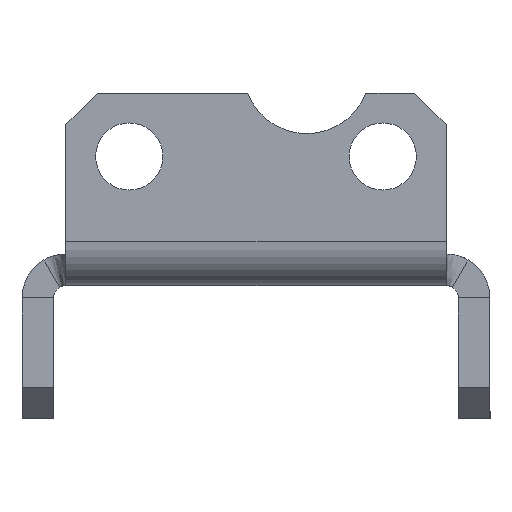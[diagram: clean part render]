
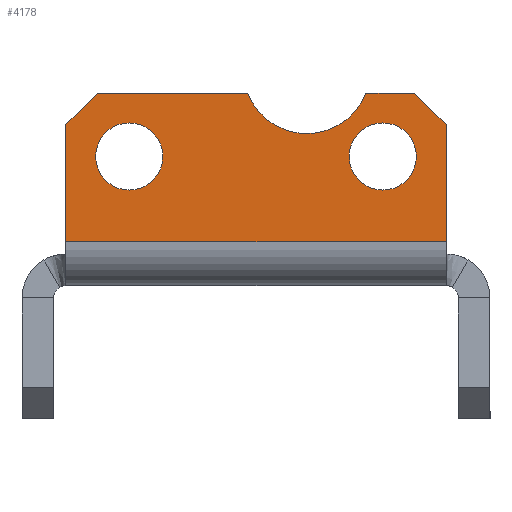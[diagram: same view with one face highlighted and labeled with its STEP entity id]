
A CAD part, left-side view. The second image highlights one B-rep face of the part: STEP entity #4178.
In plain terms, the highlighted planar face has unit normal (-1, 0, 0).
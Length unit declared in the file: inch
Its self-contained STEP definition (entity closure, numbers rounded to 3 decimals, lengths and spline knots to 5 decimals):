
#5 = CARTESIAN_POINT ( 'NONE',  ( -6.875, 0., 0.173 ) ) ;
#7 = DIRECTION ( 'NONE',  ( 0., 0.707, 0.707 ) ) ;
#17 = DIRECTION ( 'NONE',  ( -1., 0., 0. ) ) ;
#29 = DIRECTION ( 'NONE',  ( 0., 0., 1. ) ) ;
#33 = DIRECTION ( 'NONE',  ( 0., 0., -1. ) ) ;
#44 = DIRECTION ( 'NONE',  ( 0., 0.707, -0.707 ) ) ;
#46 = CARTESIAN_POINT ( 'NONE',  ( -6.875, -0.2, 0.85 ) ) ;
#50 = DIRECTION ( 'NONE',  ( 0., -1., 0. ) ) ;
#57 = CARTESIAN_POINT ( 'NONE',  ( -6.875, -0.6925, 0.6925 ) ) ;
#68 = CARTESIAN_POINT ( 'NONE',  ( -6.875, -0.75, 0.125 ) ) ;
#73 = CARTESIAN_POINT ( 'NONE',  ( -6.875, 0.5, 0.51 ) ) ;
#88 = DIRECTION ( 'NONE',  ( 0., -1., 0. ) ) ;
#106 = DIRECTION ( 'NONE',  ( 0., 0., -1. ) ) ;
#109 = DIRECTION ( 'NONE',  ( 0., 0., -1. ) ) ;
#117 = CARTESIAN_POINT ( 'NONE',  ( -6.875, 0.5, 0.51 ) ) ;
#130 = DIRECTION ( 'NONE',  ( 1., 0., 0. ) ) ;
#457 = DIRECTION ( 'NONE',  ( 0., -1., 0. ) ) ;
#463 = DIRECTION ( 'NONE',  ( 0., 0., -1. ) ) ;
#466 = DIRECTION ( 'NONE',  ( 1., 0., 0. ) ) ;
#472 = DIRECTION ( 'NONE',  ( 0., 0., 1. ) ) ;
#474 = PLANE ( 'NONE',  #4996 ) ;
#476 = CARTESIAN_POINT ( 'NONE',  ( -6.875, 0., 0. ) ) ;
#482 = DIRECTION ( 'NONE',  ( -1., 0., 0. ) ) ;
#527 = DIRECTION ( 'NONE',  ( 1., 0., 0. ) ) ;
#561 = DIRECTION ( 'NONE',  ( 1., 0., 0. ) ) ;
#591 = DIRECTION ( 'NONE',  ( 0., 0., -1. ) ) ;
#679 = CARTESIAN_POINT ( 'NONE',  ( -6.875, -0.5, 0.51 ) ) ;
#822 = CARTESIAN_POINT ( 'NONE',  ( -6.875, -0.75, 0.76 ) ) ;
#824 = CARTESIAN_POINT ( 'NONE',  ( -6.875, 0.6925, 0.6925 ) ) ;
#829 = CARTESIAN_POINT ( 'NONE',  ( -6.875, 0.75, 0.76 ) ) ;
#863 = DIRECTION ( 'NONE',  ( 0., 0., 1. ) ) ;
#978 = CARTESIAN_POINT ( 'NONE',  ( -6.875, -0.5, 0.51 ) ) ;
#985 = CARTESIAN_POINT ( 'NONE',  ( -6.875, -0.75, 0.76 ) ) ;
#1720 = VERTEX_POINT ( 'NONE', #3029 ) ;
#1721 = VERTEX_POINT ( 'NONE', #3028 ) ;
#1734 = VERTEX_POINT ( 'NONE', #3015 ) ;
#1735 = VERTEX_POINT ( 'NONE', #3014 ) ;
#1749 = VERTEX_POINT ( 'NONE', #3000 ) ;
#1750 = VERTEX_POINT ( 'NONE', #2999 ) ;
#1754 = VERTEX_POINT ( 'NONE', #2995 ) ;
#1755 = VERTEX_POINT ( 'NONE', #2982 ) ;
#1757 = VERTEX_POINT ( 'NONE', #2980 ) ;
#1848 = VERTEX_POINT ( 'NONE', #2887 ) ;
#1850 = VERTEX_POINT ( 'NONE', #2885 ) ;
#1868 = VERTEX_POINT ( 'NONE', #2865 ) ;
#1896 = ORIENTED_EDGE ( 'NONE', *, *, #4436, .T. ) ;
#1897 = ORIENTED_EDGE ( 'NONE', *, *, #4387, .T. ) ;
#1898 = ORIENTED_EDGE ( 'NONE', *, *, #4437, .F. ) ;
#1899 = ORIENTED_EDGE ( 'NONE', *, *, #4438, .F. ) ;
#1900 = ORIENTED_EDGE ( 'NONE', *, *, #4443, .F. ) ;
#1901 = ORIENTED_EDGE ( 'NONE', *, *, #4444, .T. ) ;
#1902 = ORIENTED_EDGE ( 'NONE', *, *, #4445, .F. ) ;
#1903 = ORIENTED_EDGE ( 'NONE', *, *, #4446, .T. ) ;
#1904 = ORIENTED_EDGE ( 'NONE', *, *, #4447, .F. ) ;
#1905 = ORIENTED_EDGE ( 'NONE', *, *, #4448, .T. ) ;
#2346 = ORIENTED_EDGE ( 'NONE', *, *, #4435, .T. ) ;
#2348 = ORIENTED_EDGE ( 'NONE', *, *, #4395, .T. ) ;
#2582 = EDGE_LOOP ( 'NONE', ( #2346, #2348 ) ) ;
#2648 = EDGE_LOOP ( 'NONE', ( #1898, #1899, #1900, #1901, #1902, #1903, #1904, #1905 ) ) ;
#2650 = EDGE_LOOP ( 'NONE', ( #1896, #1897 ) ) ;
#2865 = CARTESIAN_POINT ( 'NONE',  ( -6.875, 0.75, 0.635 ) ) ;
#2885 = CARTESIAN_POINT ( 'NONE',  ( -6.875, -0.75, 0.635 ) ) ;
#2887 = CARTESIAN_POINT ( 'NONE',  ( -6.875, 0.03324, 0.76 ) ) ;
#2980 = CARTESIAN_POINT ( 'NONE',  ( -6.875, -0.75, 0.173 ) ) ;
#2982 = CARTESIAN_POINT ( 'NONE',  ( -6.875, -0.625, 0.76 ) ) ;
#2995 = CARTESIAN_POINT ( 'NONE',  ( -6.875, 0.625, 0.76 ) ) ;
#2999 = CARTESIAN_POINT ( 'NONE',  ( -6.875, 0.75, 0.173 ) ) ;
#3000 = CARTESIAN_POINT ( 'NONE',  ( -6.875, -0.43324, 0.76 ) ) ;
#3014 = CARTESIAN_POINT ( 'NONE',  ( -6.875, 0.5, 0.6425 ) ) ;
#3015 = CARTESIAN_POINT ( 'NONE',  ( -6.875, 0.5, 0.3775 ) ) ;
#3028 = CARTESIAN_POINT ( 'NONE',  ( -6.875, -0.5, 0.3775 ) ) ;
#3029 = CARTESIAN_POINT ( 'NONE',  ( -6.875, -0.5, 0.6425 ) ) ;
#3301 = VECTOR ( 'NONE', #7, 39.37008 ) ;
#3303 = VECTOR ( 'NONE', #109, 39.37008 ) ;
#3305 = VECTOR ( 'NONE', #88, 39.37008 ) ;
#3306 = LINE ( 'NONE', #68, #3303 ) ;
#3307 = VECTOR ( 'NONE', #863, 39.37008 ) ;
#3308 = LINE ( 'NONE', #57, #3301 ) ;
#3309 = VECTOR ( 'NONE', #44, 39.37008 ) ;
#3310 = LINE ( 'NONE', #5, #3305 ) ;
#3311 = VECTOR ( 'NONE', #50, 39.37008 ) ;
#3312 = LINE ( 'NONE', #829, #3307 ) ;
#3313 = LINE ( 'NONE', #822, #3311 ) ;
#3315 = LINE ( 'NONE', #824, #3309 ) ;
#3320 = VECTOR ( 'NONE', #457, 39.37008 ) ;
#3322 = LINE ( 'NONE', #985, #3320 ) ;
#3323 = CIRCLE ( 'NONE', #4837, 0.1325 ) ;
#3325 = CIRCLE ( 'NONE', #4838, 0.1325 ) ;
#3338 = CIRCLE ( 'NONE', #4836, 0.25 ) ;
#3392 = CIRCLE ( 'NONE', #4852, 0.1325 ) ;
#3404 = CIRCLE ( 'NONE', #4856, 0.1325 ) ;
#3721 = FACE_BOUND ( 'NONE', #2650, .T. ) ;
#3724 = FACE_BOUND ( 'NONE', #2582, .T. ) ;
#3727 = FACE_OUTER_BOUND ( 'NONE', #2648, .T. ) ;
#4178 = ADVANCED_FACE ( 'NONE', ( #3724, #3721, #3727 ), #474, .T. ) ;
#4387 = EDGE_CURVE ( 'NONE', #1720, #1721, #3404, .T. ) ;
#4395 = EDGE_CURVE ( 'NONE', #1735, #1734, #3392, .T. ) ;
#4435 = EDGE_CURVE ( 'NONE', #1734, #1735, #3325, .T. ) ;
#4436 = EDGE_CURVE ( 'NONE', #1721, #1720, #3323, .T. ) ;
#4437 = EDGE_CURVE ( 'NONE', #1749, #1755, #3322, .T. ) ;
#4438 = EDGE_CURVE ( 'NONE', #1848, #1749, #3338, .T. ) ;
#4443 = EDGE_CURVE ( 'NONE', #1754, #1848, #3313, .T. ) ;
#4444 = EDGE_CURVE ( 'NONE', #1754, #1868, #3315, .T. ) ;
#4445 = EDGE_CURVE ( 'NONE', #1750, #1868, #3312, .T. ) ;
#4446 = EDGE_CURVE ( 'NONE', #1750, #1757, #3310, .T. ) ;
#4447 = EDGE_CURVE ( 'NONE', #1850, #1757, #3306, .T. ) ;
#4448 = EDGE_CURVE ( 'NONE', #1850, #1755, #3308, .T. ) ;
#4836 = AXIS2_PLACEMENT_3D ( 'NONE', #46, #17, #29 ) ;
#4837 = AXIS2_PLACEMENT_3D ( 'NONE', #978, #527, #33 ) ;
#4838 = AXIS2_PLACEMENT_3D ( 'NONE', #73, #130, #106 ) ;
#4852 = AXIS2_PLACEMENT_3D ( 'NONE', #117, #466, #463 ) ;
#4856 = AXIS2_PLACEMENT_3D ( 'NONE', #679, #561, #591 ) ;
#4996 = AXIS2_PLACEMENT_3D ( 'NONE', #476, #482, #472 ) ;
